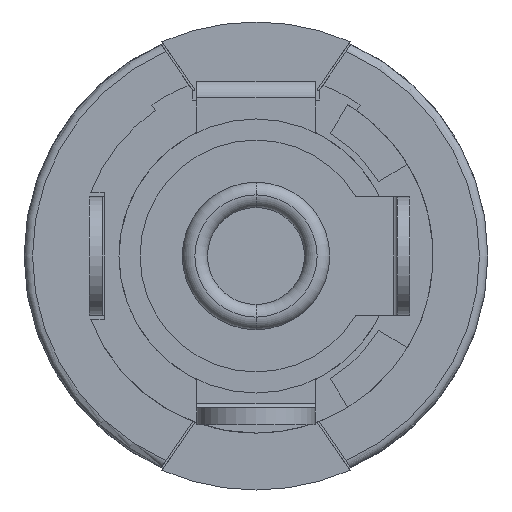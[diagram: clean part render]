
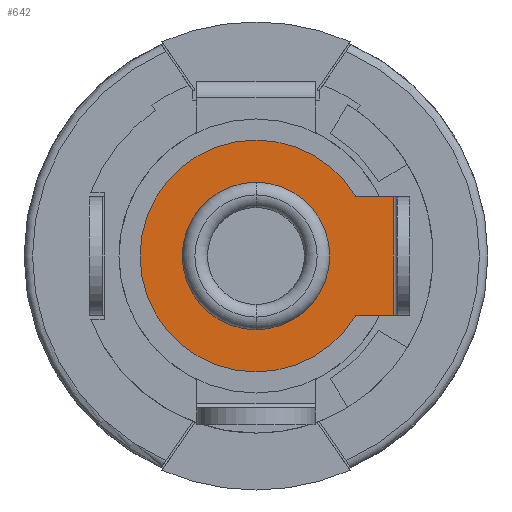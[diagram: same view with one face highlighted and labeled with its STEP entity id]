
A CAD part, front view. The second image highlights one B-rep face of the part: STEP entity #642.
In plain terms, the highlighted planar face has unit normal (0, -1, 0).
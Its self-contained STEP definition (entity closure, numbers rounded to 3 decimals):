
#184=DIRECTION('',(1.,0.,0.));
#185=VECTOR('',#184,0.883);
#186=CARTESIAN_POINT('',(2.367,-8.9,1.4));
#187=LINE('',#186,#185);
#209=DIRECTION('',(-1.,0.,0.));
#210=VECTOR('',#209,0.883);
#211=CARTESIAN_POINT('',(3.25,-8.9,-1.4));
#212=LINE('',#211,#210);
#254=CARTESIAN_POINT('',(0.,-8.9,0.));
#255=DIRECTION('',(0.,-1.,0.));
#256=DIRECTION('',(0.,0.,-1.));
#257=AXIS2_PLACEMENT_3D('',#254,#255,#256);
#259=CARTESIAN_POINT('',(0.,-8.9,0.));
#260=DIRECTION('',(0.,-1.,0.));
#261=DIRECTION('',(0.,0.,1.));
#262=AXIS2_PLACEMENT_3D('',#259,#260,#261);
#264=CARTESIAN_POINT('',(0.,-8.9,0.));
#265=DIRECTION('',(0.,-1.,0.));
#266=DIRECTION('',(0.861,0.,0.509));
#267=AXIS2_PLACEMENT_3D('',#264,#265,#266);
#269=DIRECTION('',(0.,0.,1.));
#270=VECTOR('',#269,2.8);
#271=CARTESIAN_POINT('',(3.25,-8.9,-1.4));
#272=LINE('',#271,#270);
#273=CARTESIAN_POINT('',(0.,-8.9,0.));
#274=DIRECTION('',(0.,1.,0.));
#275=DIRECTION('',(0.,0.,1.));
#276=AXIS2_PLACEMENT_3D('',#273,#274,#275);
#278=CARTESIAN_POINT('',(0.,-8.9,0.));
#279=DIRECTION('',(0.,1.,0.));
#280=DIRECTION('',(0.,0.,-1.));
#281=AXIS2_PLACEMENT_3D('',#278,#279,#280);
#333=CARTESIAN_POINT('',(3.25,-8.9,1.4));
#334=VERTEX_POINT('',#333);
#341=CARTESIAN_POINT('',(0.,-8.9,1.75));
#342=CARTESIAN_POINT('',(0.,-8.9,-1.75));
#343=VERTEX_POINT('',#341);
#344=VERTEX_POINT('',#342);
#361=CARTESIAN_POINT('',(2.367,-8.9,1.4));
#362=CARTESIAN_POINT('',(0.,-8.9,2.75));
#363=VERTEX_POINT('',#361);
#364=VERTEX_POINT('',#362);
#365=CARTESIAN_POINT('',(0.,-8.9,-2.75));
#366=VERTEX_POINT('',#365);
#371=CARTESIAN_POINT('',(2.367,-8.9,-1.4));
#373=VERTEX_POINT('',#371);
#375=CARTESIAN_POINT('',(3.25,-8.9,-1.4));
#376=VERTEX_POINT('',#375);
#623=CARTESIAN_POINT('',(0.,-8.9,0.));
#624=DIRECTION('',(0.,-1.,0.));
#625=DIRECTION('',(0.707,0.,-0.707));
#626=AXIS2_PLACEMENT_3D('',#623,#624,#625);
#627=PLANE('',#626);
#628=ORIENTED_EDGE('',*,*,#553,.T.);
#629=ORIENTED_EDGE('',*,*,#615,.F.);
#630=ORIENTED_EDGE('',*,*,#605,.F.);
#631=ORIENTED_EDGE('',*,*,#591,.F.);
#632=ORIENTED_EDGE('',*,*,#519,.T.);
#633=ORIENTED_EDGE('',*,*,#537,.F.);
#634=EDGE_LOOP('',(#628,#629,#630,#631,#632,#633));
#635=FACE_OUTER_BOUND('',#634,.F.);
#637=ORIENTED_EDGE('',*,*,#636,.F.);
#639=ORIENTED_EDGE('',*,*,#638,.F.);
#640=EDGE_LOOP('',(#637,#639));
#641=FACE_BOUND('',#640,.F.);
#642=ADVANCED_FACE('',(#635,#641),#627,.T.);
#258=CIRCLE('',#257,2.75);
#263=CIRCLE('',#262,2.75);
#268=CIRCLE('',#267,2.75);
#277=CIRCLE('',#276,1.75);
#282=CIRCLE('',#281,1.75);
#519=EDGE_CURVE('',#363,#334,#187,.T.);
#537=EDGE_CURVE('',#376,#334,#272,.T.);
#553=EDGE_CURVE('',#376,#373,#212,.T.);
#591=EDGE_CURVE('',#363,#364,#268,.T.);
#605=EDGE_CURVE('',#364,#366,#263,.T.);
#615=EDGE_CURVE('',#366,#373,#258,.T.);
#636=EDGE_CURVE('',#343,#344,#277,.T.);
#638=EDGE_CURVE('',#344,#343,#282,.T.);
